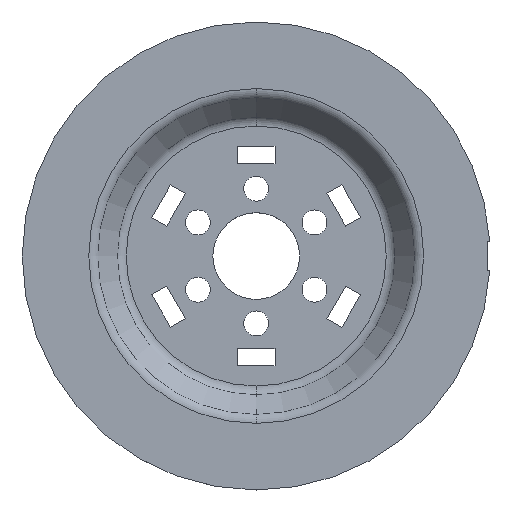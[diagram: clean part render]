
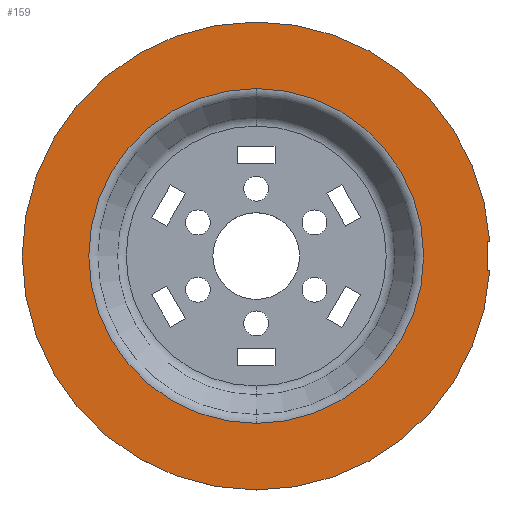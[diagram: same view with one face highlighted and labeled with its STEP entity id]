
A CAD part, top view. The second image highlights one B-rep face of the part: STEP entity #159.
In plain terms, the highlighted planar face has unit normal (0, 0, 1).
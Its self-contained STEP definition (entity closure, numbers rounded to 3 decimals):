
#105=AXIS2_PLACEMENT_3D('Plane Axis2P3D',#102,#103,#104) ;
#109=AXIS2_PLACEMENT_3D('Circle Axis2P3D',#107,#108,$) ;
#116=AXIS2_PLACEMENT_3D('Circle Axis2P3D',#114,#115,$) ;
#123=AXIS2_PLACEMENT_3D('Circle Axis2P3D',#121,#122,$) ;
#143=AXIS2_PLACEMENT_3D('Circle Axis2P3D',#141,#142,$) ;
#152=AXIS2_PLACEMENT_3D('Circle Axis2P3D',#150,#151,$) ;
#49=CARTESIAN_POINT('Vertex',(80.846,5.,13.)) ;
#52=CARTESIAN_POINT('Line Origine',(80.423,5.,13.)) ;
#56=CARTESIAN_POINT('Vertex',(80.,5.,13.)) ;
#76=CARTESIAN_POINT('Line Origine',(80.,0.,13.)) ;
#80=CARTESIAN_POINT('Vertex',(80.,-5.,13.)) ;
#102=CARTESIAN_POINT('Axis2P3D Location',(0.,-57.961,13.)) ;
#107=CARTESIAN_POINT('Axis2P3D Location',(0.,0.,13.)) ;
#111=CARTESIAN_POINT('Vertex',(0.,81.,13.)) ;
#114=CARTESIAN_POINT('Axis2P3D Location',(0.,0.,13.)) ;
#118=CARTESIAN_POINT('Vertex',(0.,-81.,13.)) ;
#121=CARTESIAN_POINT('Axis2P3D Location',(0.,0.,13.)) ;
#125=CARTESIAN_POINT('Vertex',(80.846,-5.,13.)) ;
#128=CARTESIAN_POINT('Line Origine',(80.423,-5.,13.)) ;
#141=CARTESIAN_POINT('Axis2P3D Location',(0.,0.,13.)) ;
#145=CARTESIAN_POINT('Vertex',(0.,-57.961,13.)) ;
#147=CARTESIAN_POINT('Vertex',(0.,57.961,13.)) ;
#150=CARTESIAN_POINT('Axis2P3D Location',(0.,0.,13.)) ;
#53=DIRECTION('Vector Direction',(1.,0.,0.)) ;
#77=DIRECTION('Vector Direction',(0.,-1.,0.)) ;
#103=DIRECTION('Axis2P3D Direction',(0.,0.,1.)) ;
#104=DIRECTION('Axis2P3D XDirection',(1.,0.,0.)) ;
#108=DIRECTION('Axis2P3D Direction',(0.,0.,1.)) ;
#115=DIRECTION('Axis2P3D Direction',(0.,0.,1.)) ;
#122=DIRECTION('Axis2P3D Direction',(0.,0.,1.)) ;
#129=DIRECTION('Vector Direction',(-1.,0.,0.)) ;
#142=DIRECTION('Axis2P3D Direction',(0.,0.,1.)) ;
#151=DIRECTION('Axis2P3D Direction',(0.,0.,1.)) ;
#54=VECTOR('Line Direction',#53,1.) ;
#78=VECTOR('Line Direction',#77,1.) ;
#130=VECTOR('Line Direction',#129,1.) ;
#134=ORIENTED_EDGE('',*,*,#113,.T.) ;
#135=ORIENTED_EDGE('',*,*,#120,.T.) ;
#136=ORIENTED_EDGE('',*,*,#127,.T.) ;
#137=ORIENTED_EDGE('',*,*,#132,.F.) ;
#138=ORIENTED_EDGE('',*,*,#82,.F.) ;
#139=ORIENTED_EDGE('',*,*,#58,.F.) ;
#156=ORIENTED_EDGE('',*,*,#149,.F.) ;
#157=ORIENTED_EDGE('',*,*,#154,.F.) ;
#158=FACE_BOUND('',#155,.T.) ;
#159=ADVANCED_FACE('Corps principal',(#140,#158),#106,.T.) ;
#110=CIRCLE('generated circle',#109,81.) ;
#117=CIRCLE('generated circle',#116,81.) ;
#124=CIRCLE('generated circle',#123,81.) ;
#144=CIRCLE('generated circle',#143,57.961) ;
#153=CIRCLE('generated circle',#152,57.961) ;
#58=EDGE_CURVE('',#50,#57,#55,.F.) ;
#82=EDGE_CURVE('',#57,#81,#79,.T.) ;
#113=EDGE_CURVE('',#50,#112,#110,.T.) ;
#120=EDGE_CURVE('',#112,#119,#117,.T.) ;
#127=EDGE_CURVE('',#119,#126,#124,.T.) ;
#132=EDGE_CURVE('',#81,#126,#131,.F.) ;
#149=EDGE_CURVE('',#146,#148,#144,.T.) ;
#154=EDGE_CURVE('',#148,#146,#153,.T.) ;
#133=EDGE_LOOP('',(#134,#135,#136,#137,#138,#139)) ;
#155=EDGE_LOOP('',(#156,#157)) ;
#140=FACE_OUTER_BOUND('',#133,.T.) ;
#55=LINE('Line',#52,#54) ;
#79=LINE('Line',#76,#78) ;
#131=LINE('Line',#128,#130) ;
#106=PLANE('',#105) ;
#50=VERTEX_POINT('',#49) ;
#57=VERTEX_POINT('',#56) ;
#81=VERTEX_POINT('',#80) ;
#112=VERTEX_POINT('',#111) ;
#119=VERTEX_POINT('',#118) ;
#126=VERTEX_POINT('',#125) ;
#146=VERTEX_POINT('',#145) ;
#148=VERTEX_POINT('',#147) ;
